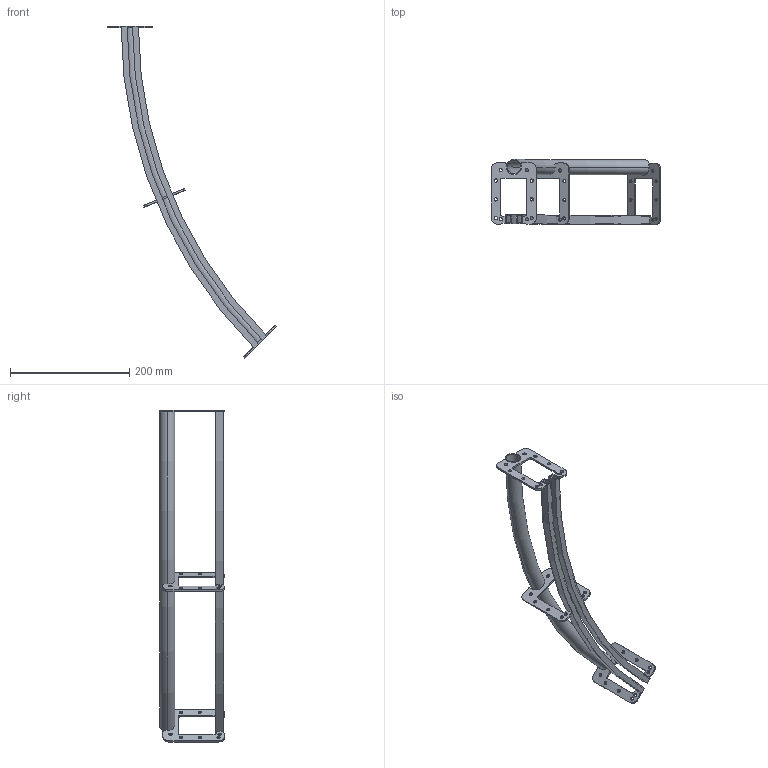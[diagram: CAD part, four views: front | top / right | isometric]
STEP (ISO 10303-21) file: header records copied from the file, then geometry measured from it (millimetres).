
FILE_DESCRIPTION (( 'STEP AP203' ), '1' );
FILE_NAME ('T63736.STEP', '2018-08-16T08:14:58', ( '' ), ( '' ), 'SwSTEP 2.0', 'SolidWorks 2016', '' );
FILE_SCHEMA (( 'CONFIG_CONTROL_DESIGN' ));
Length unit declared in the file: millimetre
Products named in the file (5): TH3268; TH3269; TH2677; TH3267; T63736
Assembly tree (6 placements, depth 2):
  T63736
    TH3267
    TH3268
    TH3269
    TH2677  x3
Bounding box: 283.69 x 108.7 x 556.85 mm (x, y, z)
Volume: 177890.4 mm3; surface area: 221577.2 mm2
Topology: 6 solids, 6 shells, 176 faces, 492 edges, 328 vertices
Faces by surface type: cylinder 101, plane 71, torus 4
Entity records: 3057 total; most frequent: DIRECTION 464, CARTESIAN_POINT 425, ORIENTED_EDGE 408, EDGE_CURVE 204, AXIS2_PLACEMENT_3D 175, VERTEX_POINT 136, LINE 114, VECTOR 114
